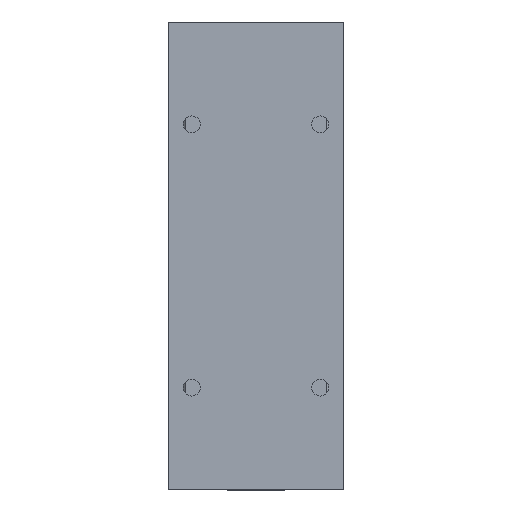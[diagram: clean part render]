
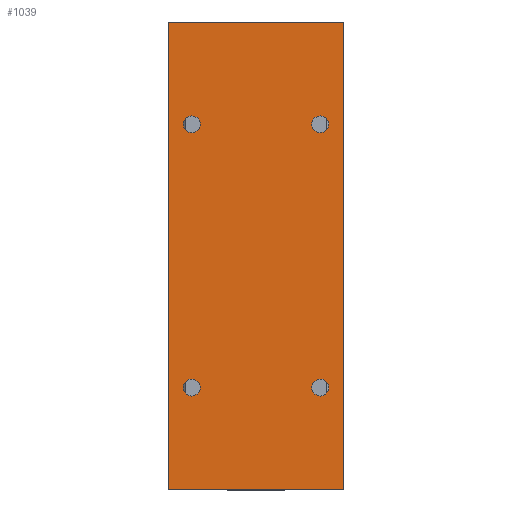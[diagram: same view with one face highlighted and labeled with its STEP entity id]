
A CAD part, top view. The second image highlights one B-rep face of the part: STEP entity #1039.
In plain terms, the highlighted planar face has unit normal (0, 0, 1).
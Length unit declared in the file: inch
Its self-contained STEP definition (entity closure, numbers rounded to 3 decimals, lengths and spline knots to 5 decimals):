
#285=CARTESIAN_POINT('',(-0.376,-0.886,0.22813));
#286=VERTEX_POINT('',#285);
#302=CARTESIAN_POINT('',(-0.49,-0.886,0.22813));
#303=VERTEX_POINT('',#302);
#310=CARTESIAN_POINT('',(-0.433,-0.886,0.22813));
#311=DIRECTION('',(0.0,0.0,-1.0));
#312=DIRECTION('',(1.0,0.0,0.0));
#313=AXIS2_PLACEMENT_3D('',#310,#311,#312);
#314=CIRCLE('',#313,0.057);
#315=EDGE_CURVE('',#286,#303,#314,.T.);
#348=CARTESIAN_POINT('',(0.49,0.886,0.22813));
#349=VERTEX_POINT('',#348);
#365=CARTESIAN_POINT('',(0.376,0.886,0.22813));
#366=VERTEX_POINT('',#365);
#373=CARTESIAN_POINT('',(0.433,0.886,0.22813));
#374=DIRECTION('',(0.0,0.0,-1.0));
#375=DIRECTION('',(1.0,0.0,0.0));
#376=AXIS2_PLACEMENT_3D('',#373,#374,#375);
#377=CIRCLE('',#376,0.057);
#378=EDGE_CURVE('',#349,#366,#377,.T.);
#411=CARTESIAN_POINT('',(0.49,-0.886,0.22813));
#412=VERTEX_POINT('',#411);
#428=CARTESIAN_POINT('',(0.376,-0.886,0.22813));
#429=VERTEX_POINT('',#428);
#436=CARTESIAN_POINT('',(0.433,-0.886,0.22813));
#437=DIRECTION('',(0.0,0.0,-1.0));
#438=DIRECTION('',(1.0,0.0,0.0));
#439=AXIS2_PLACEMENT_3D('',#436,#437,#438);
#440=CIRCLE('',#439,0.057);
#441=EDGE_CURVE('',#412,#429,#440,.T.);
#474=CARTESIAN_POINT('',(-0.376,0.886,0.22813));
#475=VERTEX_POINT('',#474);
#491=CARTESIAN_POINT('',(-0.49,0.886,0.22813));
#492=VERTEX_POINT('',#491);
#499=CARTESIAN_POINT('',(-0.433,0.886,0.22813));
#500=DIRECTION('',(0.0,0.0,-1.0));
#501=DIRECTION('',(1.0,0.0,0.0));
#502=AXIS2_PLACEMENT_3D('',#499,#500,#501);
#503=CIRCLE('',#502,0.057);
#504=EDGE_CURVE('',#475,#492,#503,.T.);
#536=CARTESIAN_POINT('',(-0.433,0.886,0.22813));
#537=DIRECTION('',(0.0,0.0,-1.0));
#538=DIRECTION('',(1.0,0.0,0.0));
#539=AXIS2_PLACEMENT_3D('',#536,#537,#538);
#540=CIRCLE('',#539,0.057);
#541=EDGE_CURVE('',#492,#475,#540,.T.);
#581=CARTESIAN_POINT('',(0.433,-0.886,0.22813));
#582=DIRECTION('',(0.0,0.0,-1.0));
#583=DIRECTION('',(1.0,0.0,0.0));
#584=AXIS2_PLACEMENT_3D('',#581,#582,#583);
#585=CIRCLE('',#584,0.057);
#586=EDGE_CURVE('',#429,#412,#585,.T.);
#626=CARTESIAN_POINT('',(0.433,0.886,0.22813));
#627=DIRECTION('',(0.0,0.0,-1.0));
#628=DIRECTION('',(1.0,0.0,0.0));
#629=AXIS2_PLACEMENT_3D('',#626,#627,#628);
#630=CIRCLE('',#629,0.057);
#631=EDGE_CURVE('',#366,#349,#630,.T.);
#671=CARTESIAN_POINT('',(-0.433,-0.886,0.22813));
#672=DIRECTION('',(0.0,0.0,-1.0));
#673=DIRECTION('',(1.0,0.0,0.0));
#674=AXIS2_PLACEMENT_3D('',#671,#672,#673);
#675=CIRCLE('',#674,0.057);
#676=EDGE_CURVE('',#303,#286,#675,.T.);
#967=CARTESIAN_POINT('',(0.5905,1.575,0.22813));
#968=VERTEX_POINT('',#967);
#975=CARTESIAN_POINT('',(0.5905,-1.575,0.22813));
#976=VERTEX_POINT('',#975);
#977=CARTESIAN_POINT('',(0.5905,-1.575,0.22813));
#978=DIRECTION('',(0.0,1.0,0.0));
#979=VECTOR('',#978,3.15);
#980=LINE('',#977,#979);
#981=EDGE_CURVE('',#976,#968,#980,.T.);
#993=CARTESIAN_POINT('',(0.5905,-1.575,0.22813));
#994=DIRECTION('',(0.0,0.0,1.0));
#995=DIRECTION('',(1.0,0.0,0.0));
#996=AXIS2_PLACEMENT_3D('',#993,#994,#995);
#997=PLANE('',#996);
#998=CARTESIAN_POINT('',(-0.5905,1.575,0.22813));
#999=VERTEX_POINT('',#998);
#1000=CARTESIAN_POINT('',(0.5905,1.575,0.22813));
#1001=DIRECTION('',(-1.0,0.0,0.0));
#1002=VECTOR('',#1001,1.181);
#1003=LINE('',#1000,#1002);
#1004=EDGE_CURVE('',#968,#999,#1003,.T.);
#1005=ORIENTED_EDGE('',*,*,#1004,.T.);
#1006=CARTESIAN_POINT('',(-0.5905,-1.575,0.22813));
#1007=VERTEX_POINT('',#1006);
#1008=CARTESIAN_POINT('',(-0.5905,-1.575,0.22813));
#1009=DIRECTION('',(0.0,1.0,0.0));
#1010=VECTOR('',#1009,3.15);
#1011=LINE('',#1008,#1010);
#1012=EDGE_CURVE('',#1007,#999,#1011,.T.);
#1013=ORIENTED_EDGE('',*,*,#1012,.F.);
#1014=CARTESIAN_POINT('',(-0.5905,-1.575,0.22813));
#1015=DIRECTION('',(1.0,0.0,0.0));
#1016=VECTOR('',#1015,1.181);
#1017=LINE('',#1014,#1016);
#1018=EDGE_CURVE('',#1007,#976,#1017,.T.);
#1019=ORIENTED_EDGE('',*,*,#1018,.T.);
#1020=ORIENTED_EDGE('',*,*,#981,.T.);
#1021=EDGE_LOOP('',(#1005,#1013,#1019,#1020));
#1022=FACE_OUTER_BOUND('',#1021,.T.);
#1023=ORIENTED_EDGE('',*,*,#504,.T.);
#1024=ORIENTED_EDGE('',*,*,#541,.T.);
#1025=EDGE_LOOP('',(#1023,#1024));
#1026=FACE_BOUND('',#1025,.T.);
#1027=ORIENTED_EDGE('',*,*,#441,.T.);
#1028=ORIENTED_EDGE('',*,*,#586,.T.);
#1029=EDGE_LOOP('',(#1027,#1028));
#1030=FACE_BOUND('',#1029,.T.);
#1031=ORIENTED_EDGE('',*,*,#378,.T.);
#1032=ORIENTED_EDGE('',*,*,#631,.T.);
#1033=EDGE_LOOP('',(#1031,#1032));
#1034=FACE_BOUND('',#1033,.T.);
#1035=ORIENTED_EDGE('',*,*,#315,.T.);
#1036=ORIENTED_EDGE('',*,*,#676,.T.);
#1037=EDGE_LOOP('',(#1035,#1036));
#1038=FACE_BOUND('',#1037,.T.);
#1039=ADVANCED_FACE('',(#1022,#1026,#1030,#1034,#1038),#997,.T.);
